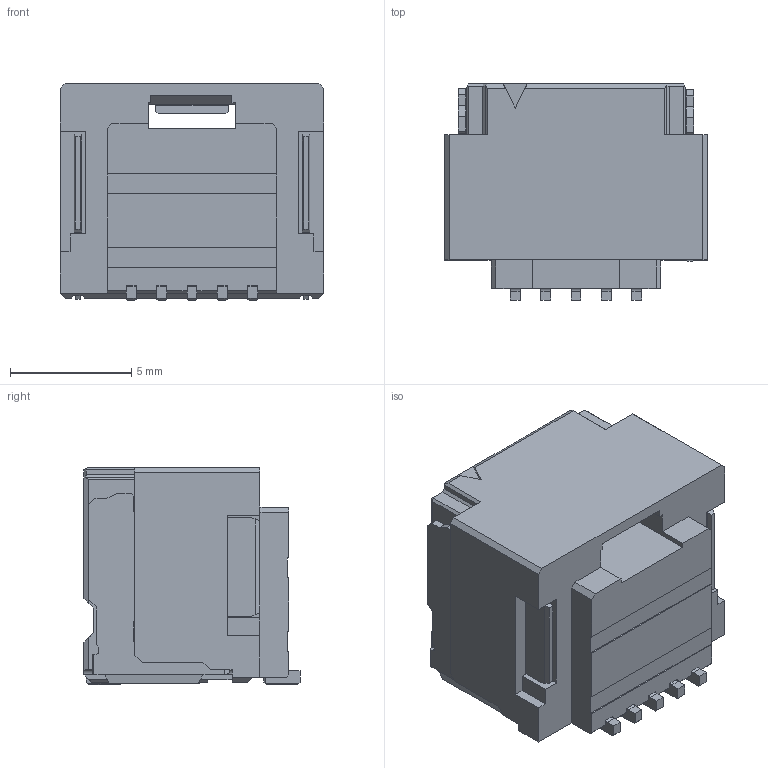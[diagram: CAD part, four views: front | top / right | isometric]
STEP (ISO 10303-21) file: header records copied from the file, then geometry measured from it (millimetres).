
FILE_DESCRIPTION((''),'2;1');
FILE_NAME('5054481071','2020-05-12T',('gga'),(''),'PRO/ENGINEER BY PARAMETRIC TECHNOLOGY CORPORATION, 2016010','PRO/ENGINEER BY PARAMETRIC TECHNOLOGY CORPORATION, 2016010','');
FILE_SCHEMA(('CONFIG_CONTROL_DESIGN'));
Length unit declared in the file: millimetre
Products named in the file (1): 5054481071
Bounding box: 10.85 x 8.9 x 8.95 mm (x, y, z)
Volume: 462.8 mm3; surface area: 881.6 mm2
Topology: 1 solids, 1 shells, 566 faces, 1672 edges, 1106 vertices
Faces by surface type: plane 513, cylinder 35, cone 18
Entity records: 18484 total; most frequent: CARTESIAN_POINT 3362, ORIENTED_EDGE 3248, DIRECTION 2868, EDGE_CURVE 1624, VECTOR 1574, LINE 1574, VERTEX_POINT 1058, AXIS2_PLACEMENT_3D 647
